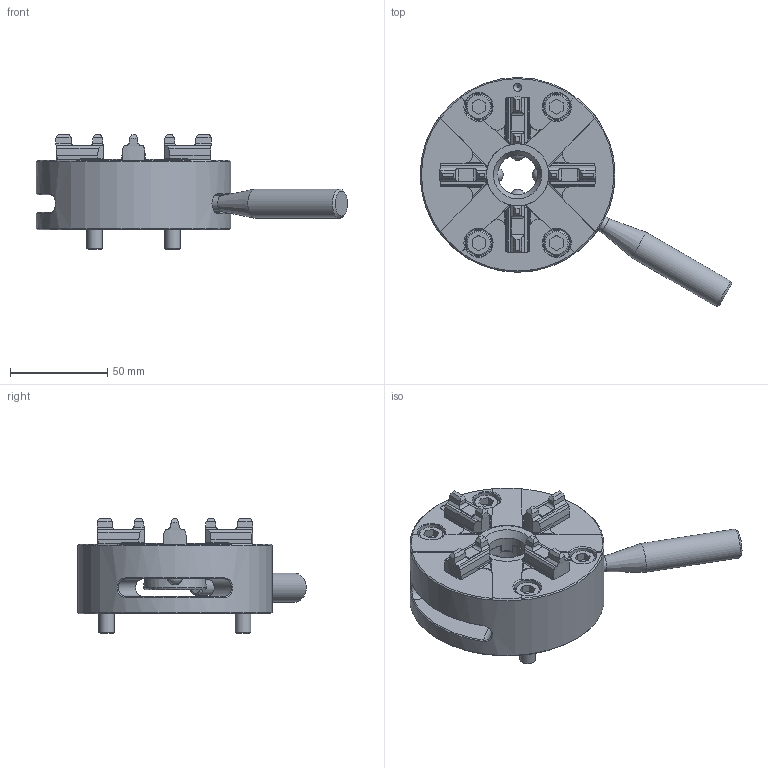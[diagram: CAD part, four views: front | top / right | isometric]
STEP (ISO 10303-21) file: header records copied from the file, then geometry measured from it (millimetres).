
FILE_DESCRIPTION(/* description */ (''),/* implementation_level */ '2;1');
FILE_NAME(/* name */ '',/* time_stamp */ '2022-05-31T15:33:24+08:00',/* author */ (''),/* organization */ (''),/* preprocessor_version */ 'ST-DEVELOPER v11',/* originating_system */ 'SIEMENS PLM Software NX 7.0',/* authorisation */ '');
FILE_SCHEMA (('CONFIG_CONTROL_DESIGN'));
Length unit declared in the file: millimetre
Products named in the file (1): Admi9CC5l4wz
Bounding box: 159.94 x 117.58 x 59 mm (x, y, z)
Volume: 208083.4 mm3; surface area: 58505.5 mm2
Topology: 12 solids, 12 shells, 470 faces, 1253 edges, 816 vertices
Faces by surface type: plane 279, cylinder 121, cone 60, bspline 4, sphere 4, torus 2
Full cylindrical faces by diameter (mm): 2 x2, 5 x2, 5.5 x2, 6 x2, 7.7 x4, 7.95 x1, 8 x4, 8.05 x4, 8.5 x4, 13 x4, 14 x4, 15 x1, 20.5 x2, 32 x2, 34.032 x1, 65 x2, 67 x1, 100 x1
Entity records: 14858 total; most frequent: CARTESIAN_POINT 3602, DIRECTION 2294, ORIENTED_EDGE 2244, EDGE_CURVE 1122, AXIS2_PLACEMENT_3D 832, VERTEX_POINT 772, LINE 630, VECTOR 630
